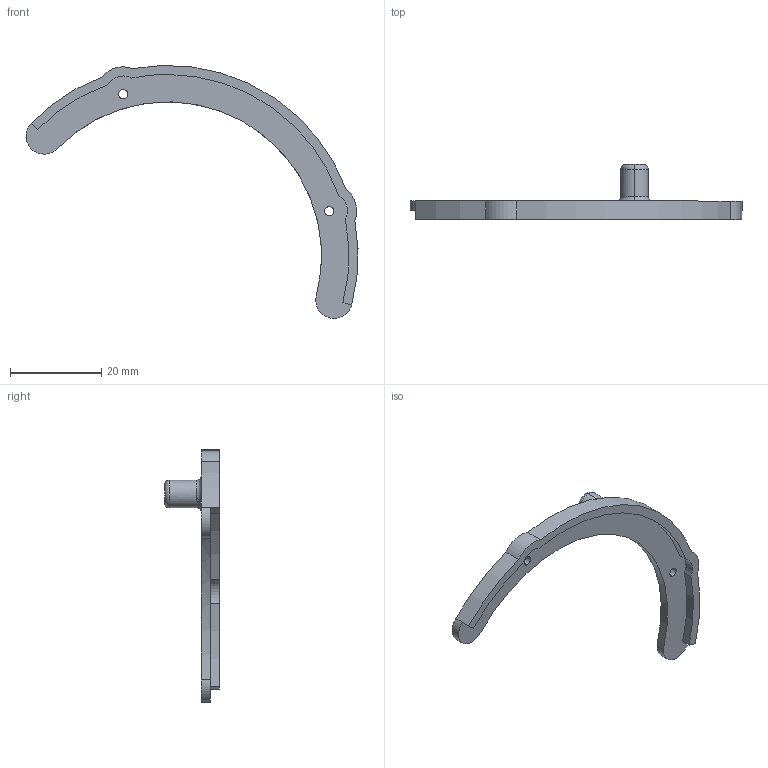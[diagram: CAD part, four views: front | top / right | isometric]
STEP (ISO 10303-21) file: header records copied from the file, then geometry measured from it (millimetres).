
FILE_DESCRIPTION (( 'STEP AP214' ), '1' );
FILE_NAME ('Bumper + Foot.STEP', '2023-07-28T10:17:16', ( '' ), ( '' ), 'SwSTEP 2.0', 'SolidWorks 2021', '' );
FILE_SCHEMA (( 'AUTOMOTIVE_DESIGN' ));
Length unit declared in the file: millimetre
Products named in the file (1): Bumper + Foot
Bounding box: 72.81 x 12 x 55.5 mm (x, y, z)
Volume: 2357.1 mm3; surface area: 2749.5 mm2
Topology: 1 solids, 1 shells, 35 faces, 93 edges, 58 vertices
Faces by surface type: cylinder 23, plane 6, torus 4, bspline 2
Entity records: 1202 total; most frequent: CARTESIAN_POINT 260, DIRECTION 214, ORIENTED_EDGE 182, AXIS2_PLACEMENT_3D 92, EDGE_CURVE 91, CIRCLE 58, VERTEX_POINT 58, EDGE_LOOP 39
